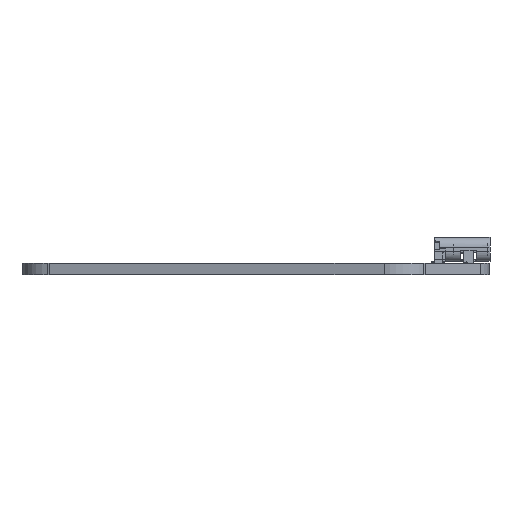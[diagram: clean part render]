
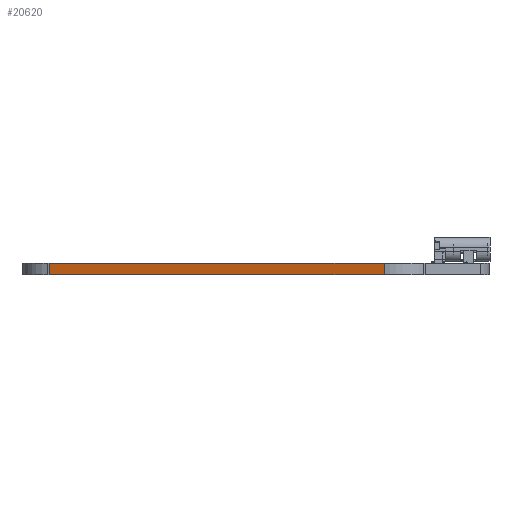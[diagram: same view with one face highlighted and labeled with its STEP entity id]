
A CAD part, left-side view. The second image highlights one B-rep face of the part: STEP entity #20620.
In plain terms, the highlighted planar face has unit normal (-0.954, 0.299, 0).
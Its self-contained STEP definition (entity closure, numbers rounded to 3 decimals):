
#19116 = VERTEX_POINT('',#19117);
#19117 = CARTESIAN_POINT('',(118.465,-64.282,0.));
#19123 = EDGE_CURVE('',#19124,#19116,#19126,.T.);
#19124 = VERTEX_POINT('',#19125);
#19125 = CARTESIAN_POINT('',(104.594,-108.557,0.));
#19126 = LINE('',#19127,#19128);
#19127 = CARTESIAN_POINT('',(104.594,-108.557,0.));
#19128 = VECTOR('',#19129,1.);
#19129 = DIRECTION('',(0.299,0.954,0.));
#19713 = VERTEX_POINT('',#19714);
#19714 = CARTESIAN_POINT('',(118.465,-64.282,1.51));
#19720 = EDGE_CURVE('',#19721,#19713,#19723,.T.);
#19721 = VERTEX_POINT('',#19722);
#19722 = CARTESIAN_POINT('',(104.594,-108.557,1.51));
#19723 = LINE('',#19724,#19725);
#19724 = CARTESIAN_POINT('',(104.594,-108.557,1.51));
#19725 = VECTOR('',#19726,1.);
#19726 = DIRECTION('',(0.299,0.954,0.));
#20590 = EDGE_CURVE('',#19116,#19713,#20591,.T.);
#20591 = LINE('',#20592,#20593);
#20592 = CARTESIAN_POINT('',(118.465,-64.282,0.));
#20593 = VECTOR('',#20594,1.);
#20594 = DIRECTION('',(0.,0.,1.));
#20620 = ADVANCED_FACE('',(#20621),#20632,.T.);
#20621 = FACE_BOUND('',#20622,.T.);
#20622 = EDGE_LOOP('',(#20623,#20629,#20630,#20631));
#20623 = ORIENTED_EDGE('',*,*,#20624,.T.);
#20624 = EDGE_CURVE('',#19124,#19721,#20625,.T.);
#20625 = LINE('',#20626,#20627);
#20626 = CARTESIAN_POINT('',(104.594,-108.557,0.));
#20627 = VECTOR('',#20628,1.);
#20628 = DIRECTION('',(0.,0.,1.));
#20629 = ORIENTED_EDGE('',*,*,#19720,.T.);
#20630 = ORIENTED_EDGE('',*,*,#20590,.F.);
#20631 = ORIENTED_EDGE('',*,*,#19123,.F.);
#20632 = PLANE('',#20633);
#20633 = AXIS2_PLACEMENT_3D('',#20634,#20635,#20636);
#20634 = CARTESIAN_POINT('',(104.594,-108.557,0.));
#20635 = DIRECTION('',(-0.954,0.299,0.));
#20636 = DIRECTION('',(0.299,0.954,0.));
